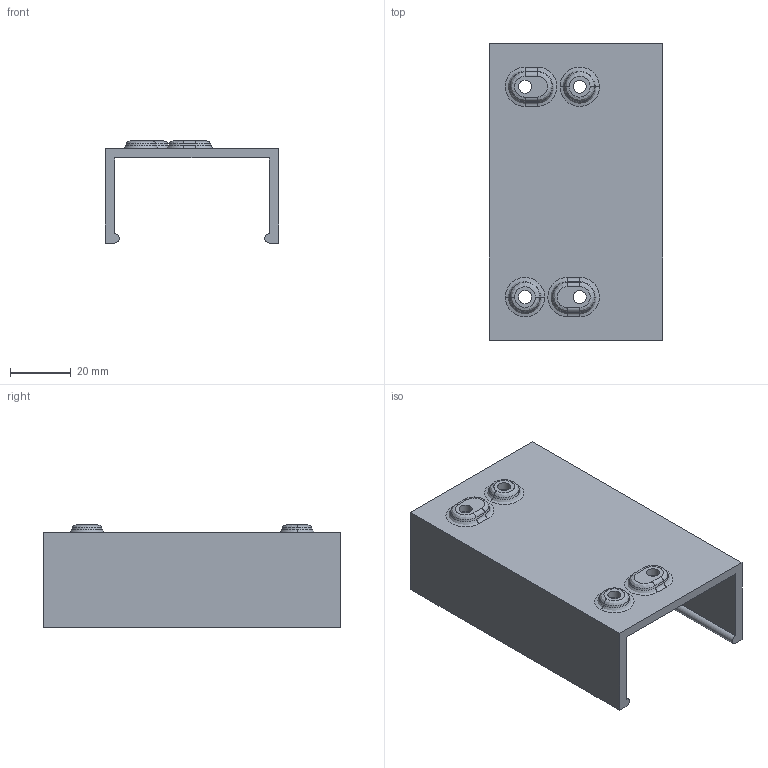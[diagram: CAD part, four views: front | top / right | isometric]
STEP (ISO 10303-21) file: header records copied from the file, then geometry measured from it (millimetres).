
FILE_DESCRIPTION(/* description */ (''),/* implementation_level */ '2;1');
FILE_NAME(/* name */ 'Mounting-Template.step',/* time_stamp */ '2022-07-22T10:53:02+08:00',/* author */ (''),/* organization */ (''),/* preprocessor_version */ 'ST-DEVELOPER v19',/* originating_system */ 'Autodesk Translation Framework v11.7.0.108',/* authorisation */ '');
FILE_SCHEMA (('AUTOMOTIVE_DESIGN { 1 0 10303 214 3 1 1 }'));
Length unit declared in the file: millimetre
Products named in the file (1): Fence-Holder-Small-Temp
Bounding box: 57 x 97.56 x 33.6 mm (x, y, z)
Volume: 33861.3 mm3; surface area: 24220.4 mm2
Topology: 1 solids, 1 shells, 70 faces, 156 edges, 96 vertices
Faces by surface type: plane 26, bspline 24, cylinder 14, cone 6
Full cylindrical faces by diameter (mm): 4.3 x4, 9 x4
Entity records: 7367 total; most frequent: CARTESIAN_POINT 5933, ORIENTED_EDGE 312, DIRECTION 218, EDGE_CURVE 156, VERTEX_POINT 96, EDGE_LOOP 86, LINE 76, VECTOR 76
